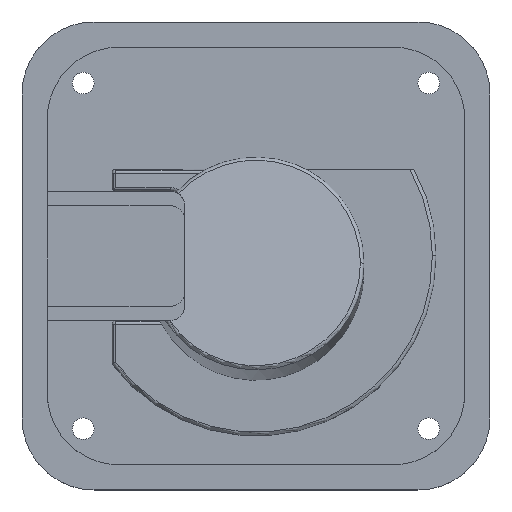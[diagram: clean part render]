
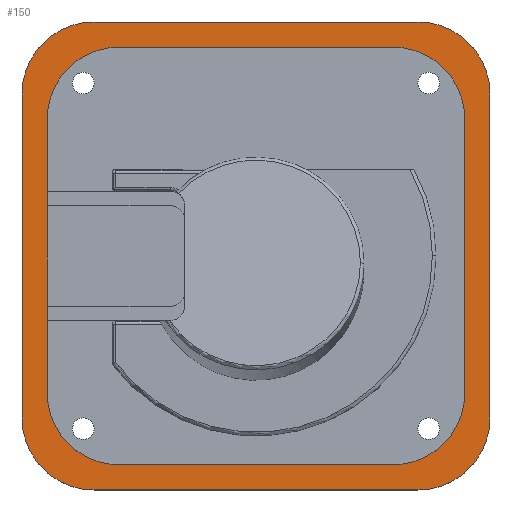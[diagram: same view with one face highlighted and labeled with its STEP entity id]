
A CAD part, top view. The second image highlights one B-rep face of the part: STEP entity #150.
In plain terms, the highlighted planar face has unit normal (0, 0, 1).
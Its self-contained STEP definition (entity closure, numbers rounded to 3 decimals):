
#150=ADVANCED_FACE('',(#393,#394),#395,.T.);
#393=FACE_OUTER_BOUND('',#679,.T.);
#394=FACE_BOUND('',#680,.T.);
#395=PLANE('',#681);
#679=EDGE_LOOP('',(#1498,#1499,#1500,#1501,#1502,#1503,#1504,#1505,#1506,#1507,#1508,#1509));
#680=EDGE_LOOP('',(#1510,#1511,#1512,#1513,#1514,#1515,#1516,#1517,#1518,#1519,#1520,#1521));
#681=AXIS2_PLACEMENT_3D('',#1522,#1523,#1524);
#1498=ORIENTED_EDGE('',*,*,#2140,.F.);
#1499=ORIENTED_EDGE('',*,*,#2141,.T.);
#1500=ORIENTED_EDGE('',*,*,#1885,.F.);
#1501=ORIENTED_EDGE('',*,*,#2142,.F.);
#1502=ORIENTED_EDGE('',*,*,#2143,.T.);
#1503=ORIENTED_EDGE('',*,*,#1881,.F.);
#1504=ORIENTED_EDGE('',*,*,#2144,.F.);
#1505=ORIENTED_EDGE('',*,*,#2145,.T.);
#1506=ORIENTED_EDGE('',*,*,#1873,.F.);
#1507=ORIENTED_EDGE('',*,*,#2146,.F.);
#1508=ORIENTED_EDGE('',*,*,#2147,.T.);
#1509=ORIENTED_EDGE('',*,*,#1877,.F.);
#1510=ORIENTED_EDGE('',*,*,#1855,.F.);
#1511=ORIENTED_EDGE('',*,*,#2148,.T.);
#1512=ORIENTED_EDGE('',*,*,#2149,.F.);
#1513=ORIENTED_EDGE('',*,*,#1863,.F.);
#1514=ORIENTED_EDGE('',*,*,#2150,.T.);
#1515=ORIENTED_EDGE('',*,*,#2151,.F.);
#1516=ORIENTED_EDGE('',*,*,#1867,.F.);
#1517=ORIENTED_EDGE('',*,*,#2124,.T.);
#1518=ORIENTED_EDGE('',*,*,#2152,.F.);
#1519=ORIENTED_EDGE('',*,*,#1859,.F.);
#1520=ORIENTED_EDGE('',*,*,#2153,.T.);
#1521=ORIENTED_EDGE('',*,*,#2154,.F.);
#1522=CARTESIAN_POINT('',(0.0,0.0,0.0));
#1523=DIRECTION('',(0.0,0.0,1.0));
#1524=DIRECTION('',(1.0,0.0,0.0));
#1855=EDGE_CURVE('',#2202,#2198,#2204,.T.);
#1859=EDGE_CURVE('',#2210,#2206,#2212,.T.);
#1863=EDGE_CURVE('',#2218,#2214,#2220,.T.);
#1867=EDGE_CURVE('',#2226,#2222,#2228,.T.);
#1873=EDGE_CURVE('',#2237,#2240,#2241,.T.);
#1877=EDGE_CURVE('',#2245,#2248,#2249,.T.);
#1881=EDGE_CURVE('',#2253,#2256,#2257,.T.);
#1885=EDGE_CURVE('',#2261,#2264,#2265,.T.);
#2124=EDGE_CURVE('',#2226,#2669,#2671,.T.);
#2140=EDGE_CURVE('',#2689,#2245,#2690,.T.);
#2141=EDGE_CURVE('',#2689,#2264,#2691,.T.);
#2142=EDGE_CURVE('',#2692,#2261,#2693,.T.);
#2143=EDGE_CURVE('',#2692,#2256,#2694,.T.);
#2144=EDGE_CURVE('',#2695,#2253,#2696,.T.);
#2145=EDGE_CURVE('',#2695,#2240,#2697,.T.);
#2146=EDGE_CURVE('',#2698,#2237,#2699,.T.);
#2147=EDGE_CURVE('',#2698,#2248,#2700,.T.);
#2148=EDGE_CURVE('',#2202,#2701,#2702,.T.);
#2149=EDGE_CURVE('',#2214,#2701,#2703,.T.);
#2150=EDGE_CURVE('',#2218,#2704,#2705,.T.);
#2151=EDGE_CURVE('',#2222,#2704,#2706,.T.);
#2152=EDGE_CURVE('',#2206,#2669,#2707,.T.);
#2153=EDGE_CURVE('',#2210,#2708,#2709,.T.);
#2154=EDGE_CURVE('',#2198,#2708,#2710,.T.);
#2198=VERTEX_POINT('',#2765);
#2202=VERTEX_POINT('',#2770);
#2204=CIRCLE('',#2773,10.0);
#2206=VERTEX_POINT('',#2775);
#2210=VERTEX_POINT('',#2780);
#2212=CIRCLE('',#2783,10.0);
#2214=VERTEX_POINT('',#2785);
#2218=VERTEX_POINT('',#2790);
#2220=CIRCLE('',#2793,10.0);
#2222=VERTEX_POINT('',#2795);
#2226=VERTEX_POINT('',#2800);
#2228=CIRCLE('',#2803,10.0);
#2237=VERTEX_POINT('',#2814);
#2240=VERTEX_POINT('',#2818);
#2241=CIRCLE('',#2819,10.0);
#2245=VERTEX_POINT('',#2824);
#2248=VERTEX_POINT('',#2828);
#2249=CIRCLE('',#2829,10.0);
#2253=VERTEX_POINT('',#2834);
#2256=VERTEX_POINT('',#2838);
#2257=CIRCLE('',#2839,10.0);
#2261=VERTEX_POINT('',#2844);
#2264=VERTEX_POINT('',#2848);
#2265=CIRCLE('',#2849,10.0);
#2669=VERTEX_POINT('',#3515);
#2671=LINE('',#3518,#3519);
#2689=VERTEX_POINT('',#3540);
#2690=CIRCLE('',#3541,10.0);
#2691=LINE('',#3542,#3543);
#2692=VERTEX_POINT('',#3544);
#2693=CIRCLE('',#3545,10.0);
#2694=LINE('',#3546,#3547);
#2695=VERTEX_POINT('',#3548);
#2696=CIRCLE('',#3549,10.0);
#2697=LINE('',#3550,#3551);
#2698=VERTEX_POINT('',#3552);
#2699=CIRCLE('',#3553,10.0);
#2700=LINE('',#3554,#3555);
#2701=VERTEX_POINT('',#3556);
#2702=LINE('',#3557,#3558);
#2703=CIRCLE('',#3559,10.0);
#2704=VERTEX_POINT('',#3560);
#2705=LINE('',#3561,#3562);
#2706=CIRCLE('',#3563,10.0);
#2707=CIRCLE('',#3564,10.0);
#2708=VERTEX_POINT('',#3565);
#2709=LINE('',#3566,#3567);
#2710=CIRCLE('',#3568,10.0);
#2765=CARTESIAN_POINT('',(26.071,26.071,0.0));
#2770=CARTESIAN_POINT('',(29.0,19.0,0.0));
#2773=AXIS2_PLACEMENT_3D('',#3643,#3644,#3645);
#2775=CARTESIAN_POINT('',(-26.071,26.071,0.0));
#2780=CARTESIAN_POINT('',(-19.0,29.0,0.0));
#2783=AXIS2_PLACEMENT_3D('',#3651,#3652,#3653);
#2785=CARTESIAN_POINT('',(26.071,-26.071,0.0));
#2790=CARTESIAN_POINT('',(19.0,-29.0,0.0));
#2793=AXIS2_PLACEMENT_3D('',#3659,#3660,#3661);
#2795=CARTESIAN_POINT('',(-26.071,-26.071,0.0));
#2800=CARTESIAN_POINT('',(-29.0,-19.0,0.0));
#2803=AXIS2_PLACEMENT_3D('',#3667,#3668,#3669);
#2814=CARTESIAN_POINT('',(-29.571,29.571,0.0));
#2818=CARTESIAN_POINT('',(-22.5,32.5,0.0));
#2819=AXIS2_PLACEMENT_3D('',#3679,#3680,#3681);
#2824=CARTESIAN_POINT('',(-29.571,-29.571,0.0));
#2828=CARTESIAN_POINT('',(-32.5,-22.5,0.0));
#2829=AXIS2_PLACEMENT_3D('',#3687,#3688,#3689);
#2834=CARTESIAN_POINT('',(29.571,29.571,0.0));
#2838=CARTESIAN_POINT('',(32.5,22.5,0.0));
#2839=AXIS2_PLACEMENT_3D('',#3695,#3696,#3697);
#2844=CARTESIAN_POINT('',(29.571,-29.571,0.0));
#2848=CARTESIAN_POINT('',(22.5,-32.5,0.0));
#2849=AXIS2_PLACEMENT_3D('',#3703,#3704,#3705);
#3515=CARTESIAN_POINT('',(-29.0,19.0,0.0));
#3518=CARTESIAN_POINT('',(-29.0,0.0,0.0));
#3519=VECTOR('',#4154,1.0);
#3540=CARTESIAN_POINT('',(-22.5,-32.5,0.0));
#3541=AXIS2_PLACEMENT_3D('',#4194,#4195,#4196);
#3542=CARTESIAN_POINT('',(0.0,-32.5,0.0));
#3543=VECTOR('',#4197,1.0);
#3544=CARTESIAN_POINT('',(32.5,-22.5,0.0));
#3545=AXIS2_PLACEMENT_3D('',#4198,#4199,#4200);
#3546=CARTESIAN_POINT('',(32.5,0.0,0.0));
#3547=VECTOR('',#4201,1.0);
#3548=CARTESIAN_POINT('',(22.5,32.5,0.0));
#3549=AXIS2_PLACEMENT_3D('',#4202,#4203,#4204);
#3550=CARTESIAN_POINT('',(0.0,32.5,0.0));
#3551=VECTOR('',#4205,1.0);
#3552=CARTESIAN_POINT('',(-32.5,22.5,0.0));
#3553=AXIS2_PLACEMENT_3D('',#4206,#4207,#4208);
#3554=CARTESIAN_POINT('',(-32.5,0.0,0.0));
#3555=VECTOR('',#4209,1.0);
#3556=CARTESIAN_POINT('',(29.0,-19.0,0.0));
#3557=CARTESIAN_POINT('',(29.0,0.0,0.0));
#3558=VECTOR('',#4210,1.0);
#3559=AXIS2_PLACEMENT_3D('',#4211,#4212,#4213);
#3560=CARTESIAN_POINT('',(-19.0,-29.0,0.0));
#3561=CARTESIAN_POINT('',(0.0,-29.0,0.0));
#3562=VECTOR('',#4214,1.0);
#3563=AXIS2_PLACEMENT_3D('',#4215,#4216,#4217);
#3564=AXIS2_PLACEMENT_3D('',#4218,#4219,#4220);
#3565=CARTESIAN_POINT('',(19.0,29.0,0.0));
#3566=CARTESIAN_POINT('',(0.0,29.0,0.0));
#3567=VECTOR('',#4221,1.0);
#3568=AXIS2_PLACEMENT_3D('',#4222,#4223,#4224);
#3643=CARTESIAN_POINT('',(19.0,19.0,0.0));
#3644=DIRECTION('',(0.0,-0.0,1.0));
#3645=DIRECTION('',(0.707,0.707,0.0));
#3651=CARTESIAN_POINT('',(-19.0,19.0,0.0));
#3652=DIRECTION('',(0.0,0.0,1.0));
#3653=DIRECTION('',(-0.707,0.707,0.0));
#3659=CARTESIAN_POINT('',(19.0,-19.0,0.0));
#3660=DIRECTION('',(0.0,0.0,1.0));
#3661=DIRECTION('',(0.707,-0.707,0.0));
#3667=CARTESIAN_POINT('',(-19.0,-19.0,0.0));
#3668=DIRECTION('',(0.0,0.0,1.0));
#3669=DIRECTION('',(-0.707,-0.707,0.0));
#3679=CARTESIAN_POINT('',(-22.5,22.5,0.0));
#3680=DIRECTION('',(-0.0,0.0,-1.0));
#3681=DIRECTION('',(-0.707,0.707,0.0));
#3687=CARTESIAN_POINT('',(-22.5,-22.5,0.0));
#3688=DIRECTION('',(-0.0,0.0,-1.0));
#3689=DIRECTION('',(-0.707,-0.707,0.0));
#3695=CARTESIAN_POINT('',(22.5,22.5,0.0));
#3696=DIRECTION('',(0.0,0.0,-1.0));
#3697=DIRECTION('',(0.707,0.707,0.0));
#3703=CARTESIAN_POINT('',(22.5,-22.5,0.0));
#3704=DIRECTION('',(0.0,-0.0,-1.0));
#3705=DIRECTION('',(0.707,-0.707,0.0));
#4154=DIRECTION('',(0.0,1.0,0.0));
#4194=CARTESIAN_POINT('',(-22.5,-22.5,0.0));
#4195=DIRECTION('',(-0.0,0.0,-1.0));
#4196=DIRECTION('',(-0.707,-0.707,0.0));
#4197=DIRECTION('',(1.0,0.0,0.0));
#4198=CARTESIAN_POINT('',(22.5,-22.5,0.0));
#4199=DIRECTION('',(0.0,-0.0,-1.0));
#4200=DIRECTION('',(0.707,-0.707,0.0));
#4201=DIRECTION('',(0.0,1.0,0.0));
#4202=CARTESIAN_POINT('',(22.5,22.5,0.0));
#4203=DIRECTION('',(0.0,0.0,-1.0));
#4204=DIRECTION('',(0.707,0.707,0.0));
#4205=DIRECTION('',(-1.0,0.0,0.0));
#4206=CARTESIAN_POINT('',(-22.5,22.5,0.0));
#4207=DIRECTION('',(-0.0,0.0,-1.0));
#4208=DIRECTION('',(-0.707,0.707,0.0));
#4209=DIRECTION('',(0.0,-1.0,0.0));
#4210=DIRECTION('',(0.0,-1.0,0.0));
#4211=CARTESIAN_POINT('',(19.0,-19.0,0.0));
#4212=DIRECTION('',(0.0,0.0,1.0));
#4213=DIRECTION('',(0.707,-0.707,0.0));
#4214=DIRECTION('',(-1.0,0.0,0.0));
#4215=CARTESIAN_POINT('',(-19.0,-19.0,0.0));
#4216=DIRECTION('',(0.0,0.0,1.0));
#4217=DIRECTION('',(-0.707,-0.707,0.0));
#4218=CARTESIAN_POINT('',(-19.0,19.0,0.0));
#4219=DIRECTION('',(0.0,0.0,1.0));
#4220=DIRECTION('',(-0.707,0.707,0.0));
#4221=DIRECTION('',(1.0,0.0,0.0));
#4222=CARTESIAN_POINT('',(19.0,19.0,0.0));
#4223=DIRECTION('',(0.0,-0.0,1.0));
#4224=DIRECTION('',(0.707,0.707,0.0));
